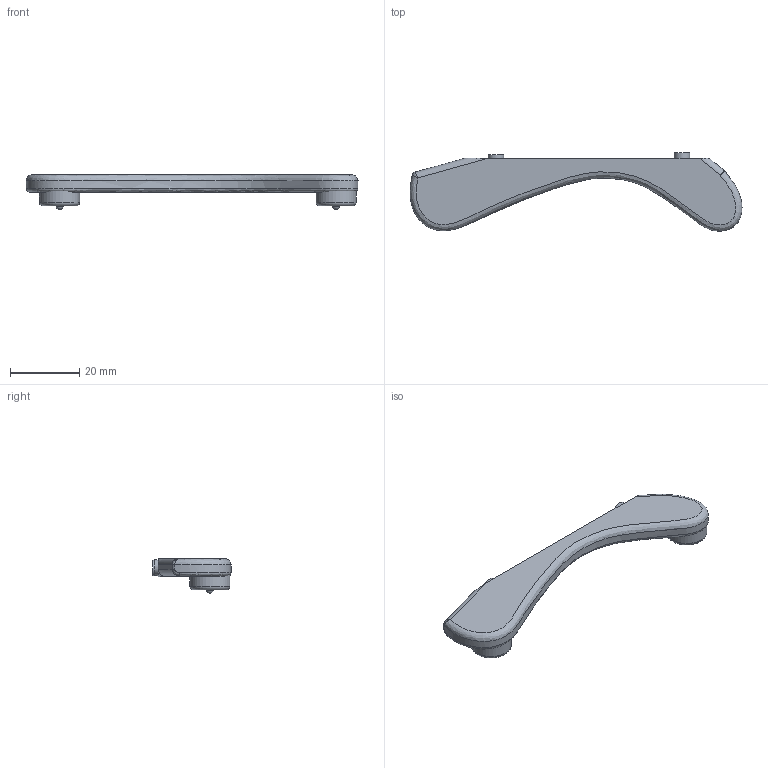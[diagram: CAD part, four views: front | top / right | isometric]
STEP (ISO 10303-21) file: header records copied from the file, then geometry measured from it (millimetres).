
FILE_DESCRIPTION(/* description */ ('STEP AP242','CAx-IF Rec.Pracs.---Representation and Presentation of Product Manufacturing Information (PMI)---4.0---2014-10-13','CAx-IF Rec.Pracs.---3D Tessellated Geometry---0.4---2014-09-14','2;1'),/* implementation_level */ '2;1');
FILE_NAME(/* name */ '6790fcdd341d2170c92d6694',/* time_stamp */ '2025-01-22T14:12:45Z',/* author */ (''),/* organization */ (''),/* preprocessor_version */ 'ST-DEVELOPER v20',/* originating_system */ 'ONSHAPE BY PTC INC, 1.192',/* authorisation */ ' ');
FILE_SCHEMA (('AP242_MANAGED_MODEL_BASED_3D_ENGINEERING_MIM_LF { 1 0 10303 442 1 1 4 }'));
Length unit declared in the file: metre
Products named in the file (5): Cut012; Fillet044; Fillet023; Part 8; Part 10
Bounding box: 96.03 x 22.65 x 10 mm (x, y, z)
Volume: 7189.6 mm3; surface area: 4332.4 mm2
Topology: 5 solids, 5 shells, 47 faces, 83 edges, 48 vertices
Faces by surface type: plane 17, cylinder 15, bspline 9, torus 6
Full cylindrical faces by diameter (mm): 2 x2, 3 x2, 4.5 x2, 11.6 x2
Entity records: 11106 total; most frequent: CARTESIAN_POINT 10201, DIRECTION 157, ORIENTED_EDGE 134, AXIS2_PLACEMENT_3D 72, EDGE_CURVE 67, EDGE_LOOP 65, FACE_BOUND 65, VERTEX_POINT 48
